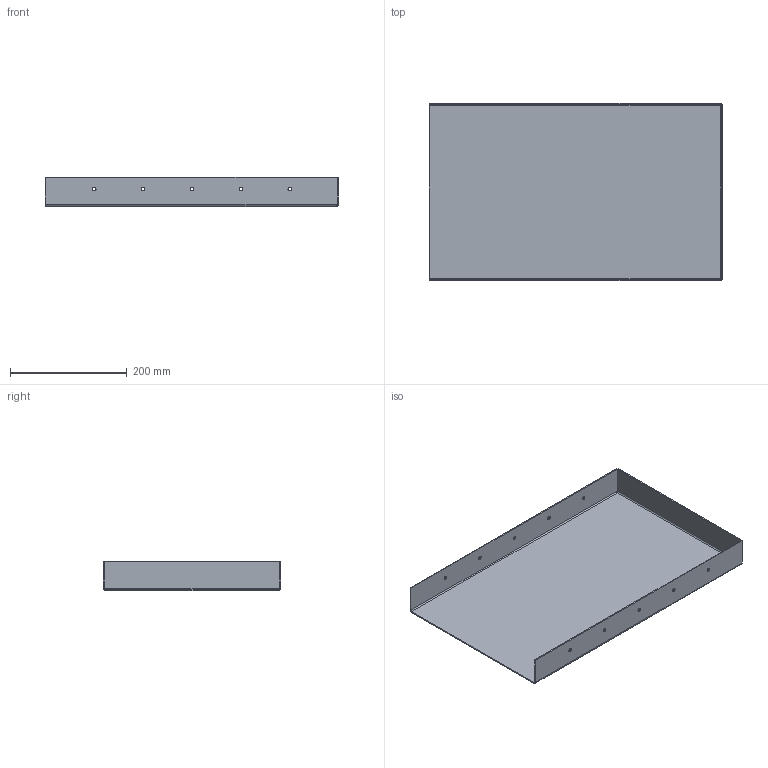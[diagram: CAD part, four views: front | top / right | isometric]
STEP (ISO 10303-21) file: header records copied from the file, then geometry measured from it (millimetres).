
FILE_DESCRIPTION(/* description */ ('STEP AP214'),/* implementation_level */ '2;1');
FILE_NAME(/* name */ '68cd4f69b5c8643618fc66da',/* time_stamp */ '2025-09-19T12:41:14Z',/* author */ (''),/* organization */ (''),/* preprocessor_version */ 'ST-DEVELOPER v20',/* originating_system */ 'ONSHAPE BY PTC INC, 1.203',/* authorisation */ ' ');
FILE_SCHEMA (('AUTOMOTIVE_DESIGN {1 0 10303 214 3 1 1}'));
Length unit declared in the file: metre
Products named in the file (1): Part 1
Bounding box: 502 x 304 x 50 mm (x, y, z)
Volume: 425953.7 mm3; surface area: 430144.1 mm2
Topology: 1 solids, 1 shells, 44 faces, 102 edges, 60 vertices
Faces by surface type: plane 28, cylinder 16
Full cylindrical faces by diameter (mm): 6 x10
Entity records: 1246 total; most frequent: DIRECTION 214, CARTESIAN_POINT 197, ORIENTED_EDGE 184, EDGE_CURVE 92, AXIS2_PLACEMENT_3D 77, EDGE_LOOP 74, FACE_BOUND 74, VERTEX_POINT 60
